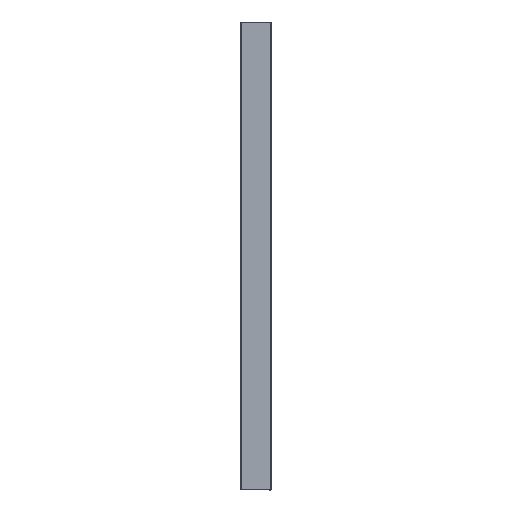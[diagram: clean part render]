
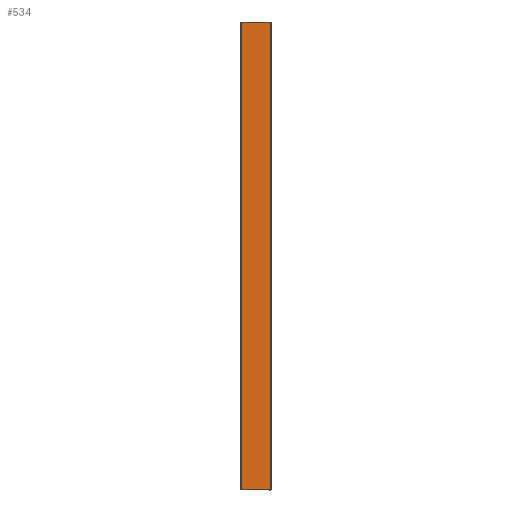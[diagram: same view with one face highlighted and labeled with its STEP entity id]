
A CAD part, top view. The second image highlights one B-rep face of the part: STEP entity #534.
In plain terms, the highlighted planar face has unit normal (0, 0, 1).
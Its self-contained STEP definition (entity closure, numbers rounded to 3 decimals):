
#30=B_SPLINE_CURVE_WITH_KNOTS('',1,(#7316,#7317),.UNSPECIFIED.,.F.,.F.,
(2,2),(-184.4,0.),.UNSPECIFIED.);
#57=B_SPLINE_CURVE_WITH_KNOTS('',1,(#7422,#7423),.UNSPECIFIED.,.F.,.F.,
(2,2),(194.497,203.197),.UNSPECIFIED.);
#63=B_SPLINE_CURVE_WITH_KNOTS('',1,(#7449,#7450),.UNSPECIFIED.,.F.,.F.,
(2,2),(-184.4,0.),.UNSPECIFIED.);
#64=B_SPLINE_CURVE_WITH_KNOTS('',1,(#7454,#7455),.UNSPECIFIED.,.F.,.F.,
(2,2),(194.497,203.197),.UNSPECIFIED.);
#534=ADVANCED_FACE('',(#852),#4931,.T.);
#852=FACE_OUTER_BOUND('',#1198,.T.);
#1198=EDGE_LOOP('',(#1876,#1877,#1878,#1879));
#1876=ORIENTED_EDGE('',*,*,#3254,.F.);
#1877=ORIENTED_EDGE('',*,*,#3202,.F.);
#1878=ORIENTED_EDGE('',*,*,#3241,.T.);
#1879=ORIENTED_EDGE('',*,*,#3252,.T.);
#3202=EDGE_CURVE('',#4496,#4495,#30,.T.);
#3241=EDGE_CURVE('',#4496,#4517,#57,.T.);
#3252=EDGE_CURVE('',#4517,#4524,#63,.T.);
#3254=EDGE_CURVE('',#4495,#4524,#64,.T.);
#4495=VERTEX_POINT('',#7158);
#4496=VERTEX_POINT('',#7159);
#4517=VERTEX_POINT('',#7180);
#4524=VERTEX_POINT('',#7187);
#4931=PLANE('',#5254);
#5254=AXIS2_PLACEMENT_3D('',#7080,#5312,$);
#5312=DIRECTION('',(0.,0.,1.));
#7080=CARTESIAN_POINT('',(49.175,247.1,80.207));
#7158=CARTESIAN_POINT('',(37.475,247.1,80.207));
#7159=CARTESIAN_POINT('',(37.475,62.7,80.207));
#7180=CARTESIAN_POINT('',(49.175,62.7,80.207));
#7187=CARTESIAN_POINT('',(49.175,247.1,80.207));
#7316=CARTESIAN_POINT('',(37.475,62.7,80.207));
#7317=CARTESIAN_POINT('',(37.475,247.1,80.207));
#7422=CARTESIAN_POINT('',(37.475,62.7,80.207));
#7423=CARTESIAN_POINT('',(49.175,62.7,80.207));
#7449=CARTESIAN_POINT('',(49.175,62.7,80.207));
#7450=CARTESIAN_POINT('',(49.175,247.1,80.207));
#7454=CARTESIAN_POINT('',(37.475,247.1,80.207));
#7455=CARTESIAN_POINT('',(49.175,247.1,80.207));
